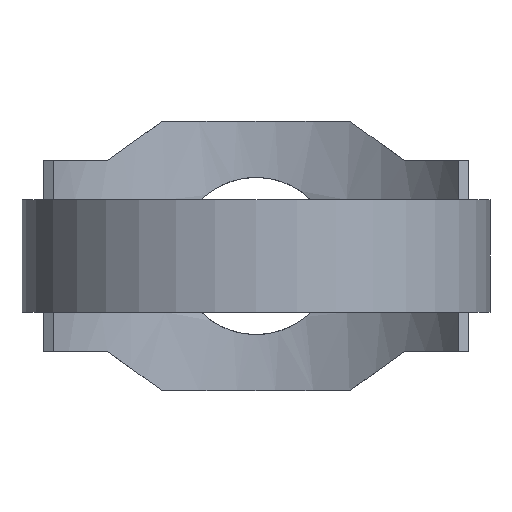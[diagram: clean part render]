
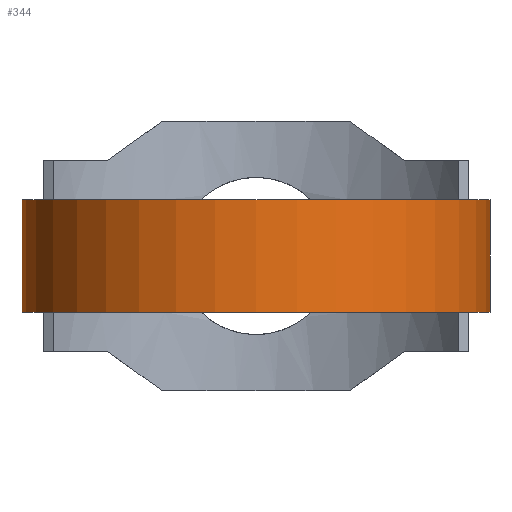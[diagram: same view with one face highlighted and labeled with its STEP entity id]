
A CAD part, front view. The second image highlights one B-rep face of the part: STEP entity #344.
In plain terms, the highlighted cylindrical face has radius 125 mm (diameter 250 mm), a partial arc.
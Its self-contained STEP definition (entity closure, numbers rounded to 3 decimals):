
#204 = EDGE_CURVE( '', #230, #216, #570, .T. );
#216 = VERTEX_POINT( '', #583 );
#230 = VERTEX_POINT( '', #599 );
#280 = EDGE_CURVE( '', #230, #286, #650, .T. );
#286 = VERTEX_POINT( '', #656 );
#314 = EDGE_CURVE( '', #332, #286, #685, .T. );
#328 = EDGE_CURVE( '', #216, #332, #699, .T. );
#332 = VERTEX_POINT( '', #703 );
#344 = ADVANCED_FACE( '', ( #715 ), #716, .T. );
#570 = LINE( '', #959, #960 );
#583 = CARTESIAN_POINT( '', ( -125., 0., 30. ) );
#599 = CARTESIAN_POINT( '', ( -125., 0., -30. ) );
#650 = CIRCLE( '', #1138, 125. );
#656 = CARTESIAN_POINT( '', ( 125., 0., -30. ) );
#685 = LINE( '', #1324, #1325 );
#699 = CIRCLE( '', #1347, 125. );
#703 = CARTESIAN_POINT( '', ( 125., 0., 30. ) );
#715 = FACE_OUTER_BOUND( '', #1373, .T. );
#716 = CYLINDRICAL_SURFACE( '', #1374, 125. );
#959 = CARTESIAN_POINT( '', ( -125., 0., 30. ) );
#960 = VECTOR( '', #1819, 1. );
#1138 = AXIS2_PLACEMENT_3D( '', #1889, #1890, #1891 );
#1324 = CARTESIAN_POINT( '', ( 125., 0., 30. ) );
#1325 = VECTOR( '', #1915, 1. );
#1347 = AXIS2_PLACEMENT_3D( '', #1927, #1928, #1929 );
#1373 = EDGE_LOOP( '', ( #1936, #1937, #1938, #1939 ) );
#1374 = AXIS2_PLACEMENT_3D( '', #1940, #1941, #1942 );
#1819 = DIRECTION( '', ( 0., 0., 1. ) );
#1889 = CARTESIAN_POINT( '', ( 0., 0., -30. ) );
#1890 = DIRECTION( '', ( 0., 0., 1. ) );
#1891 = DIRECTION( '', ( 1., 0., 0. ) );
#1915 = DIRECTION( '', ( 0., 0., -1. ) );
#1927 = CARTESIAN_POINT( '', ( 0., 0., 30. ) );
#1928 = DIRECTION( '', ( 0., 0., 1. ) );
#1929 = DIRECTION( '', ( 1., 0., 0. ) );
#1936 = ORIENTED_EDGE( '', *, *, #314, .F. );
#1937 = ORIENTED_EDGE( '', *, *, #328, .F. );
#1938 = ORIENTED_EDGE( '', *, *, #204, .F. );
#1939 = ORIENTED_EDGE( '', *, *, #280, .T. );
#1940 = CARTESIAN_POINT( '', ( 0., 0., 30. ) );
#1941 = DIRECTION( '', ( 0., 0., 1. ) );
#1942 = DIRECTION( '', ( 1., 0., 0. ) );
